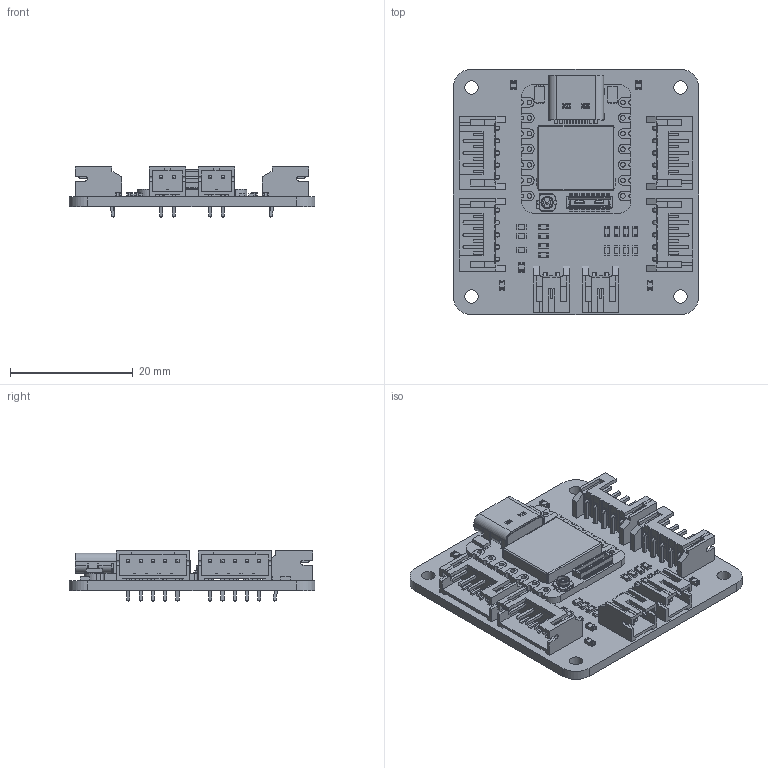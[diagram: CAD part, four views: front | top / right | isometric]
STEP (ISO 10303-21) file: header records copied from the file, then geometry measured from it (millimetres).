
FILE_DESCRIPTION(/* description */ ('KiCad electronic assembly'),/* implementation_level */ '2;1');
FILE_NAME(/* name */ 'ESP32_module v2.step',/* time_stamp */ '2024-09-01T23:08:59+09:00',/* author */ (''),/* organization */ (''),/* preprocessor_version */ 'ST-DEVELOPER v20',/* originating_system */ 'Autodesk Translation Framework v13.14.0.145',/* authorisation */ '');
FILE_SCHEMA (('AUTOMOTIVE_DESIGN { 1 0 10303 214 3 1 1 }'));
Length unit declared in the file: millimetre
Products named in the file (44): ESP32_module 1; JST_PH_S2B-PH-K_1x02_P2.00mm_Horizontal; JST_S2B_PH_K; JST_PH_S5B-PH-K_1x05_P2.00mm_Horizontal; JST_S5B_PH_K; R_0603_1608Metric; R_0603_1608Metric_1; D_0603_1608Metric; D_0603; ESP32_module_PCB; XIAO-ESP32S3-Sense; Seeed Studio XIAO-ESP32-S3 (Sense); USB TYPE C PORT; USB TYPE C PORT (1); BOSS-EXTRUDE14_8_; BOSS-EXTRUDE7_4_; BOSS-EXTRUDE7_3_; BOSS-EXTRUDE14_4_; BOSS-EXTRUDE14_2_; BOSS-EXTRUDE14_11_; BOSS-EXTRUDE7_7_; BOSS-EXTRUDE14_9_; BOSS-EXTRUDE14_3_; BOSS-EXTRUDE14_7_; MIRROR2; BOSS-EXTRUDE14_5_; BOSS-EXTRUDE14_12_; BOSS-EXTRUDE7_8_; BOSS-EXTRUDE7_1_; BOSS-EXTRUDE14_10_; BOSS-EXTRUDE7_9_; BOSS-EXTRUDE14_6_; CHAMFER9; BOSS-EXTRUDE14_1_; BOSS-EXTRUDE7_6_; BOSS-EXTRUDE7_2_; CUT-EXTRUDE5; BOSS-EXTRUDE7_5_; Shield; SKTAAAE010 v1 ...
Assembly tree (66 placements, depth 6):
  ESP32_module 1
    JST_PH_S2B-PH-K_1x02_P2.00mm_Horizontal  x2
      JST_S2B_PH_K
    R_0603_1608Metric  x15
      R_0603_1608Metric_1
    D_0603_1608Metric  x5
      D_0603
    JST_PH_S5B-PH-K_1x05_P2.00mm_Horizontal  x4
      JST_S5B_PH_K
    ESP32_module_PCB
    XIAO-ESP32S3-Sense
      Seeed Studio XIAO-ESP32-S3 (Sense)
        USB TYPE C PORT
          USB TYPE C PORT (1)
            BOSS-EXTRUDE14_8_
            BOSS-EXTRUDE7_4_
            BOSS-EXTRUDE7_3_
            BOSS-EXTRUDE14_4_
            BOSS-EXTRUDE14_2_
            BOSS-EXTRUDE14_11_
            BOSS-EXTRUDE7_7_
            BOSS-EXTRUDE14_9_
            BOSS-EXTRUDE14_3_
            BOSS-EXTRUDE14_7_
            MIRROR2
            BOSS-EXTRUDE14_5_
            BOSS-EXTRUDE14_12_
            BOSS-EXTRUDE7_8_
            BOSS-EXTRUDE7_1_
            BOSS-EXTRUDE14_10_
            BOSS-EXTRUDE7_9_
            BOSS-EXTRUDE14_6_
            CHAMFER9
            BOSS-EXTRUDE14_1_
            BOSS-EXTRUDE7_6_
            BOSS-EXTRUDE7_2_
            CUT-EXTRUDE5
            BOSS-EXTRUDE7_5_
        Shield
        SKTAAAE010 v1  x2
          Body
          Pins
        U.FL-R-SMT-1_10_ v1
        DF40C-30DP-0.4V_51_ v1
Bounding box: 40 x 40 x 8.25 mm (x, y, z)
Volume: 4007 mm3; surface area: 8360.9 mm2
Topology: 65 solids, 70 shells, 3052 faces, 8233 edges, 5363 vertices
Faces by surface type: plane 2357, cylinder 649, torus 24, cone 13, sphere 6, bspline 3
Full cylindrical faces by diameter (mm): 0.5 x3, 0.6 x2, 0.75 x38, 1.524 x8, 1.72 x1, 1.86 x1, 2 x2, 2.2 x4
Entity records: 58253 total; most frequent: CARTESIAN_POINT 10342, ORIENTED_EDGE 9602, DIRECTION 9479, EDGE_CURVE 4801, LINE 3845, VECTOR 3845, VERTEX_POINT 3135, AXIS2_PLACEMENT_3D 2817
